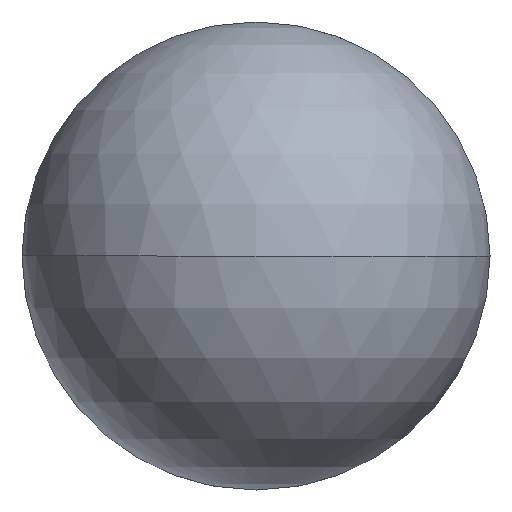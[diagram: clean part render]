
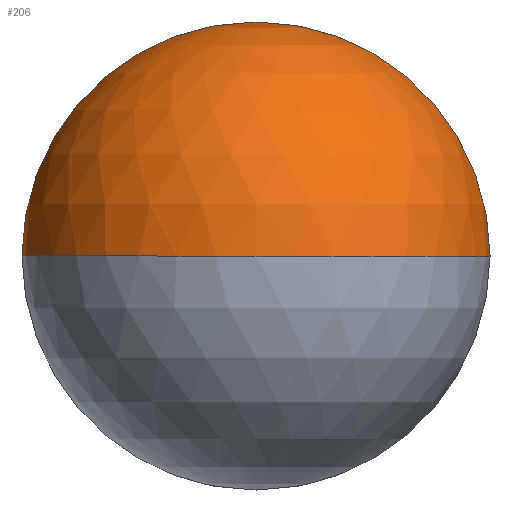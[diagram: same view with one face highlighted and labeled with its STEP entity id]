
A CAD part, front view. The second image highlights one B-rep face of the part: STEP entity #206.
In plain terms, the highlighted spherical face has radius 4.763 mm.
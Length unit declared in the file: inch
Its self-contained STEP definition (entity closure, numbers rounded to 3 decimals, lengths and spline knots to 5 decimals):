
#3 = CARTESIAN_POINT ( 'NONE',  ( 0., 0.1875, 0. ) ) ;
#13 = ORIENTED_EDGE ( 'NONE', *, *, #61, .F. ) ;
#23 = DIRECTION ( 'NONE',  ( 1., 0., 0. ) ) ;
#30 = DIRECTION ( 'NONE',  ( 0., 0., 1. ) ) ;
#34 = EDGE_CURVE ( 'NONE', #317, #148, #372, .T. ) ;
#56 = CARTESIAN_POINT ( 'NONE',  ( 0., 0.1875, 0. ) ) ;
#58 = CIRCLE ( 'NONE', #212, 0.1875 ) ;
#61 = EDGE_CURVE ( 'NONE', #100, #148, #117, .T. ) ;
#65 = VERTEX_POINT ( 'NONE', #271 ) ;
#81 = DIRECTION ( 'NONE',  ( 0., -1., 0. ) ) ;
#86 = SPHERICAL_SURFACE ( 'NONE', #122, 0.1875 ) ;
#100 = VERTEX_POINT ( 'NONE', #281 ) ;
#103 = ORIENTED_EDGE ( 'NONE', *, *, #233, .T. ) ;
#117 = CIRCLE ( 'NONE', #253, 0.1875 ) ;
#122 = AXIS2_PLACEMENT_3D ( 'NONE', #188, #240, #23 ) ;
#148 = VERTEX_POINT ( 'NONE', #285 ) ;
#158 = CARTESIAN_POINT ( 'NONE',  ( 0., 0.1875, 0. ) ) ;
#174 = EDGE_LOOP ( 'NONE', ( #103, #264, #13, #204 ) ) ;
#187 = DIRECTION ( 'NONE',  ( 0., 0., -1. ) ) ;
#188 = CARTESIAN_POINT ( 'NONE',  ( 0., 0.1875, 0. ) ) ;
#203 = CARTESIAN_POINT ( 'NONE',  ( 0., 0.1875, 0. ) ) ;
#204 = ORIENTED_EDGE ( 'NONE', *, *, #314, .T. ) ;
#206 = ADVANCED_FACE ( 'NONE', ( #300 ), #86, .T. ) ;
#212 = AXIS2_PLACEMENT_3D ( 'NONE', #3, #316, #346 ) ;
#233 = EDGE_CURVE ( 'NONE', #65, #317, #268, .T. ) ;
#240 = DIRECTION ( 'NONE',  ( 0., 0., 1. ) ) ;
#249 = DIRECTION ( 'NONE',  ( 0., 0., -1. ) ) ;
#253 = AXIS2_PLACEMENT_3D ( 'NONE', #56, #187, #312 ) ;
#263 = AXIS2_PLACEMENT_3D ( 'NONE', #203, #30, #306 ) ;
#264 = ORIENTED_EDGE ( 'NONE', *, *, #34, .T. ) ;
#268 = CIRCLE ( 'NONE', #347, 0.1875 ) ;
#271 = CARTESIAN_POINT ( 'NONE',  ( 0., 0.1875, 0.1875 ) ) ;
#281 = CARTESIAN_POINT ( 'NONE',  ( 0.1875, 0.1875, 0. ) ) ;
#285 = CARTESIAN_POINT ( 'NONE',  ( 0., 0., 0. ) ) ;
#300 = FACE_OUTER_BOUND ( 'NONE', #174, .T. ) ;
#306 = DIRECTION ( 'NONE',  ( 1., 0., 0. ) ) ;
#312 = DIRECTION ( 'NONE',  ( -1., 0., 0. ) ) ;
#314 = EDGE_CURVE ( 'NONE', #100, #65, #58, .T. ) ;
#316 = DIRECTION ( 'NONE',  ( 0., -1., 0. ) ) ;
#317 = VERTEX_POINT ( 'NONE', #345 ) ;
#345 = CARTESIAN_POINT ( 'NONE',  ( -0.1875, 0.1875, 0. ) ) ;
#346 = DIRECTION ( 'NONE',  ( 0., 0., -1. ) ) ;
#347 = AXIS2_PLACEMENT_3D ( 'NONE', #158, #81, #249 ) ;
#372 = CIRCLE ( 'NONE', #263, 0.1875 ) ;
